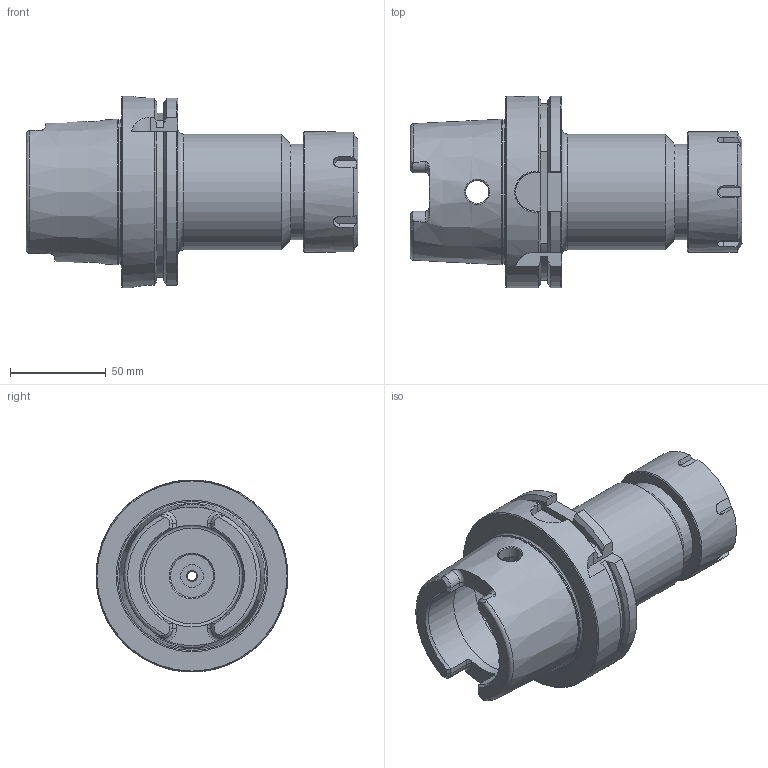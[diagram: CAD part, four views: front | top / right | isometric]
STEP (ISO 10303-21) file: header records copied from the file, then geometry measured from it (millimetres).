
FILE_DESCRIPTION((''),'2;1');
FILE_NAME('H100-40ER484.stp','2014-08-11T11:31:37',('kaykin'),(''),'Autodesk Inventor 2012','Autodesk Inventor 2012','');
FILE_SCHEMA(('AUTOMOTIVE_DESIGN { 1 0 10303 214 1 1 1 1 }'));
Length unit declared in the file: inch
Products named in the file (5): H100-40ER484; H100-40ER5; H100-40ER5-1; BS-10; 40ERPN
Assembly tree (4 placements, depth 3):
  H100-40ER484
    H100-40ER5
      H100-40ER5-1
      BS-10
    40ERPN
Bounding box: 172.94 x 100 x 100 mm (x, y, z)
Volume: 444696.2 mm3; surface area: 86195.8 mm2
Topology: 3 solids, 3 shells, 198 faces, 487 edges, 303 vertices
Faces by surface type: plane 76, cylinder 47, cone 46, torus 18, bspline 11
Full cylindrical faces by diameter (mm): 5.588 x1, 7.112 x1, 10 x1, 12 x3, 22.377 x1, 24.892 x2, 25.016 x1, 26.848 x1, 28.397 x1, 30.988 x1, 31.115 x1, 33.477 x1, 38.1 x1, 41.148 x1, 48.666 x1, 50 x1, 50.292 x1, 53 x2, 60.325 x1, 62.738 x1, 63 x1, 75.364 x1, 100 x1
Entity records: 6539 total; most frequent: CARTESIAN_POINT 2125, DIRECTION 829, ORIENTED_EDGE 820, EDGE_CURVE 410, AXIS2_PLACEMENT_3D 349, VERTEX_POINT 291, EDGE_LOOP 281, FACE_OUTER_BOUND 198
